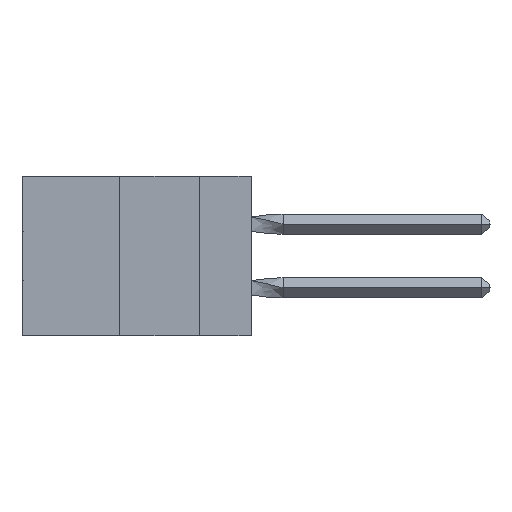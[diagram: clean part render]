
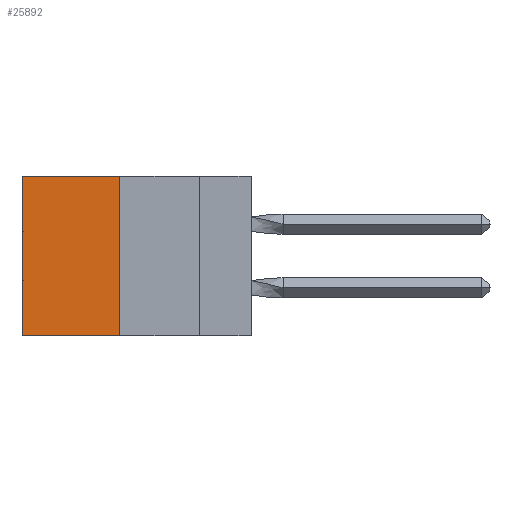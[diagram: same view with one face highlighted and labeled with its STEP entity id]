
A CAD part, left-side view. The second image highlights one B-rep face of the part: STEP entity #25892.
In plain terms, the highlighted planar face has unit normal (-1, 0, 0).
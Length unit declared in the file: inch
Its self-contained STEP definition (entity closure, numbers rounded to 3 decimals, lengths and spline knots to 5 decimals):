
#198 = ORIENTED_EDGE ( 'NONE', *, *, #28847, .F. ) ;
#691 = EDGE_CURVE ( 'NONE', #7491, #8940, #32988, .T. ) ;
#1218 = LINE ( 'NONE', #13907, #21875 ) ;
#3929 = CARTESIAN_POINT ( 'NONE',  ( 0.305, 0.413, -0.5 ) ) ;
#5313 = DIRECTION ( 'NONE',  ( 0., 1., 0. ) ) ;
#5678 = ORIENTED_EDGE ( 'NONE', *, *, #36263, .F. ) ;
#7491 = VERTEX_POINT ( 'NONE', #30854 ) ;
#8940 = VERTEX_POINT ( 'NONE', #39491 ) ;
#10201 = CARTESIAN_POINT ( 'NONE',  ( 0.305, 0.413, -0.5 ) ) ;
#10291 = LINE ( 'NONE', #27600, #24437 ) ;
#13907 = CARTESIAN_POINT ( 'NONE',  ( 0.305, 0.413, -0.5 ) ) ;
#16333 = AXIS2_PLACEMENT_3D ( 'NONE', #10201, #37878, #41381 ) ;
#17405 = DIRECTION ( 'NONE',  ( 0., 1., 0. ) ) ;
#19138 = EDGE_LOOP ( 'NONE', ( #30057, #5678, #198, #32393 ) ) ;
#21875 = VECTOR ( 'NONE', #17405, 39.37008 ) ;
#22232 = LINE ( 'NONE', #37009, #35845 ) ;
#24437 = VECTOR ( 'NONE', #31415, 39.37008 ) ;
#24766 = VERTEX_POINT ( 'NONE', #3929 ) ;
#25892 = ADVANCED_FACE ( 'NONE', ( #36686 ), #34714, .F. ) ;
#27600 = CARTESIAN_POINT ( 'NONE',  ( 0.305, 0.413, -0.5 ) ) ;
#28312 = VERTEX_POINT ( 'NONE', #41482 ) ;
#28847 = EDGE_CURVE ( 'NONE', #7491, #24766, #10291, .T. ) ;
#29440 = CARTESIAN_POINT ( 'NONE',  ( 0.305, 0.413, 0. ) ) ;
#30057 = ORIENTED_EDGE ( 'NONE', *, *, #36728, .T. ) ;
#30262 = DIRECTION ( 'NONE',  ( 0., 0., -1. ) ) ;
#30854 = CARTESIAN_POINT ( 'NONE',  ( 0.305, 0.413, 0. ) ) ;
#31415 = DIRECTION ( 'NONE',  ( 0., 0., -1. ) ) ;
#31849 = VECTOR ( 'NONE', #5313, 39.37008 ) ;
#32393 = ORIENTED_EDGE ( 'NONE', *, *, #691, .T. ) ;
#32988 = LINE ( 'NONE', #29440, #31849 ) ;
#34714 = PLANE ( 'NONE',  #16333 ) ;
#35845 = VECTOR ( 'NONE', #30262, 39.37008 ) ;
#36263 = EDGE_CURVE ( 'NONE', #24766, #28312, #1218, .T. ) ;
#36686 = FACE_OUTER_BOUND ( 'NONE', #19138, .T. ) ;
#36728 = EDGE_CURVE ( 'NONE', #8940, #28312, #22232, .T. ) ;
#37009 = CARTESIAN_POINT ( 'NONE',  ( 0.305, 0.72, -0.5 ) ) ;
#37878 = DIRECTION ( 'NONE',  ( 1., 0., 0. ) ) ;
#39491 = CARTESIAN_POINT ( 'NONE',  ( 0.305, 0.72, 0. ) ) ;
#41381 = DIRECTION ( 'NONE',  ( 0., 0., -1. ) ) ;
#41482 = CARTESIAN_POINT ( 'NONE',  ( 0.305, 0.72, -0.5 ) ) ;
